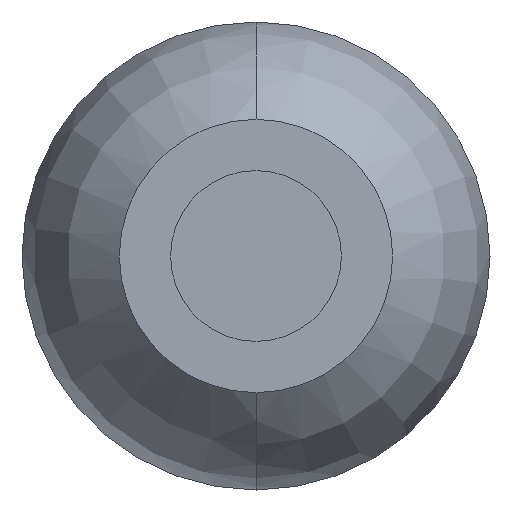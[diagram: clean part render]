
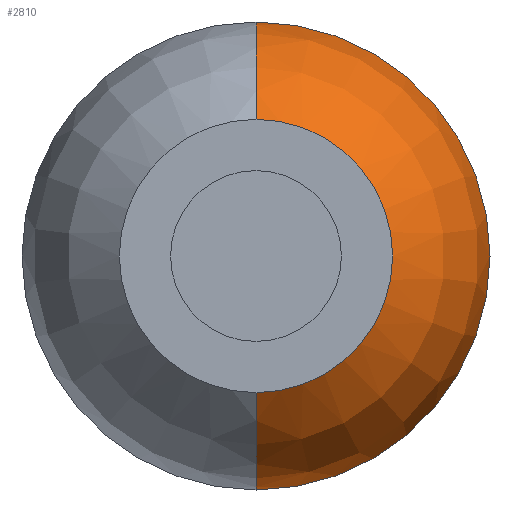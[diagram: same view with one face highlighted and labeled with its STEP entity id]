
A CAD part, front view. The second image highlights one B-rep face of the part: STEP entity #2810.
In plain terms, the highlighted toroidal (fillet/blend) face has major radius 0.035 mm and minor radius 0.65 mm.
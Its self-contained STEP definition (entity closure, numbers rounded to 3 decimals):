
#18 = VERTEX_POINT ( 'NONE', #61 ) ;
#61 = CARTESIAN_POINT ( 'NONE',  ( 0., -24.48, 0.685 ) ) ;
#72 = DIRECTION ( 'NONE',  ( 0., 1., 0. ) ) ;
#87 = CARTESIAN_POINT ( 'NONE',  ( 0., -25.018, 0.4 ) ) ;
#260 = AXIS2_PLACEMENT_3D ( 'NONE', #476, #1261, #750 ) ;
#385 = EDGE_CURVE ( 'Defeature ausgef�hrt1_2+Defeature ausgef�hrt1_1+Defeature ausgef�hrt1_1+Defeature ausgef�hrt1_1', #18, #753, #2441, .T. ) ;
#418 = FACE_OUTER_BOUND ( 'NONE', #2688, .T. ) ;
#441 = CARTESIAN_POINT ( 'NONE',  ( 0., -25.018, -0.4 ) ) ;
#476 = CARTESIAN_POINT ( 'NONE',  ( 0., -24.48, 0.035 ) ) ;
#562 = CARTESIAN_POINT ( 'NONE',  ( 0., -24.48, 0. ) ) ;
#741 = CIRCLE ( 'NONE', #2439, 0.4 ) ;
#750 = DIRECTION ( 'NONE',  ( 0., 0., 1. ) ) ;
#753 = VERTEX_POINT ( 'NONE', #2191 ) ;
#794 = EDGE_CURVE ( 'NONE', #1415, #18, #1972, .T. ) ;
#876 = DIRECTION ( 'NONE',  ( 0., 0., 1. ) ) ;
#879 = AXIS2_PLACEMENT_3D ( 'NONE', #562, #72, #1864 ) ;
#961 = ORIENTED_EDGE ( 'NONE', *, *, #385, .F. ) ;
#1038 = ORIENTED_EDGE ( 'NONE', *, *, #2490, .T. ) ;
#1105 = DIRECTION ( 'NONE',  ( 0., 0., -1. ) ) ;
#1120 = TOROIDAL_SURFACE ( 'NONE', #1340, 0.035, 0.65 ) ;
#1261 = DIRECTION ( 'NONE',  ( -1., 0., 0. ) ) ;
#1319 = CIRCLE ( 'NONE', #1498, 0.65 ) ;
#1340 = AXIS2_PLACEMENT_3D ( 'NONE', #1874, #1378, #876 ) ;
#1378 = DIRECTION ( 'NONE',  ( 0., 1., 0. ) ) ;
#1415 = VERTEX_POINT ( 'NONE', #87 ) ;
#1498 = AXIS2_PLACEMENT_3D ( 'NONE', #2640, #1626, #1105 ) ;
#1626 = DIRECTION ( 'NONE',  ( 1., 0., 0. ) ) ;
#1690 = ORIENTED_EDGE ( 'NONE', *, *, #2095, .T. ) ;
#1762 = VERTEX_POINT ( 'NONE', #441 ) ;
#1864 = DIRECTION ( 'NONE',  ( 0., 0., 1. ) ) ;
#1874 = CARTESIAN_POINT ( 'NONE',  ( 0., -24.48, 0. ) ) ;
#1972 = CIRCLE ( 'NONE', #260, 0.65 ) ;
#2073 = ORIENTED_EDGE ( 'NONE', *, *, #794, .F. ) ;
#2095 = EDGE_CURVE ( 'NONE', #1762, #753, #1319, .T. ) ;
#2191 = CARTESIAN_POINT ( 'NONE',  ( 0., -24.48, -0.685 ) ) ;
#2331 = DIRECTION ( 'NONE',  ( 0., 1., 0. ) ) ;
#2439 = AXIS2_PLACEMENT_3D ( 'NONE', #3062, #2331, #2857 ) ;
#2441 = CIRCLE ( 'NONE', #879, 0.685 ) ;
#2490 = EDGE_CURVE ( 'Defeature ausgef�hrt1_1+Defeature ausgef�hrt1_8+Defeature ausgef�hrt1_8+Defeature ausgef�hrt1_8', #1415, #1762, #741, .T. ) ;
#2640 = CARTESIAN_POINT ( 'NONE',  ( 0., -24.48, -0.035 ) ) ;
#2688 = EDGE_LOOP ( 'NONE', ( #1038, #1690, #961, #2073 ) ) ;
#2810 = ADVANCED_FACE ( 'Defeature ausgef�hrt1_1', ( #418 ), #1120, .T. ) ;
#2857 = DIRECTION ( 'NONE',  ( 0., 0., 1. ) ) ;
#3062 = CARTESIAN_POINT ( 'NONE',  ( 0., -25.018, 0. ) ) ;
